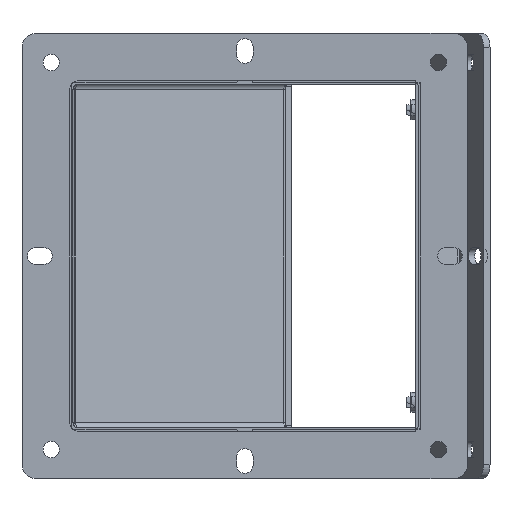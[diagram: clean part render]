
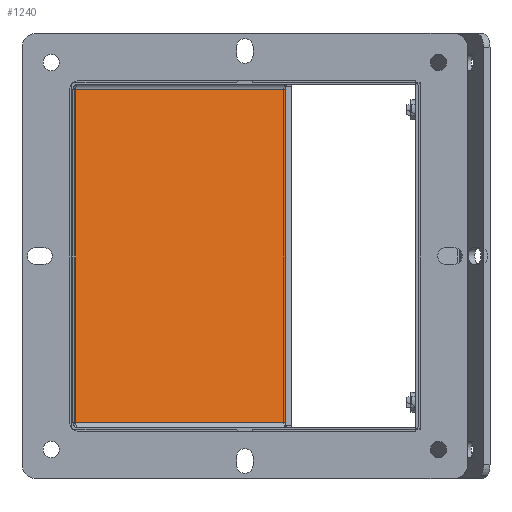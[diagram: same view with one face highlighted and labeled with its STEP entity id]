
A CAD part, front view. The second image highlights one B-rep face of the part: STEP entity #1240.
In plain terms, the highlighted planar face has unit normal (0.502, -0.865, 0).
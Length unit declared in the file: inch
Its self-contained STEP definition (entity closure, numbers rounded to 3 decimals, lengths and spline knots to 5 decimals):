
#973 = LINE ( 'NONE', #4748, #14207 ) ;
#1086 = CARTESIAN_POINT ( 'NONE',  ( 3.69605, 42.93784, 0.15591 ) ) ;
#1240 = ADVANCED_FACE ( 'NONE', ( #6869 ), #24838, .T. ) ;
#2612 = DIRECTION ( 'NONE',  ( 0.865, 0.502, 0. ) ) ;
#3198 = ORIENTED_EDGE ( 'NONE', *, *, #23922, .F. ) ;
#3389 = EDGE_LOOP ( 'NONE', ( #15795, #7608, #10500, #3198 ) ) ;
#4537 = LINE ( 'NONE', #10899, #15411 ) ;
#4748 = CARTESIAN_POINT ( 'NONE',  ( 3.69605, 42.93784, 5.84409 ) ) ;
#5013 = CARTESIAN_POINT ( 'NONE',  ( 0.1077, 40.85629, 0.15591 ) ) ;
#5052 = DIRECTION ( 'NONE',  ( 0.502, -0.865, 0. ) ) ;
#6751 = CARTESIAN_POINT ( 'NONE',  ( 3.69605, 42.93784, 6. ) ) ;
#6869 = FACE_OUTER_BOUND ( 'NONE', #3389, .T. ) ;
#6986 = EDGE_CURVE ( 'NONE', #11052, #16307, #973, .T. ) ;
#7039 = DIRECTION ( 'NONE',  ( -0.865, -0.502, 0. ) ) ;
#7608 = ORIENTED_EDGE ( 'NONE', *, *, #6986, .F. ) ;
#9248 = CARTESIAN_POINT ( 'NONE',  ( 3.69605, 42.93784, 5.84409 ) ) ;
#10500 = ORIENTED_EDGE ( 'NONE', *, *, #13130, .F. ) ;
#10899 = CARTESIAN_POINT ( 'NONE',  ( 0.1077, 40.85629, 6. ) ) ;
#10981 = VECTOR ( 'NONE', #7039, 39.37008 ) ;
#11047 = CARTESIAN_POINT ( 'NONE',  ( 3.69605, 42.93784, 6. ) ) ;
#11052 = VERTEX_POINT ( 'NONE', #11817 ) ;
#11430 = VERTEX_POINT ( 'NONE', #1086 ) ;
#11817 = CARTESIAN_POINT ( 'NONE',  ( 0.1077, 40.85629, 5.84409 ) ) ;
#12459 = DIRECTION ( 'NONE',  ( 0., 0., 1. ) ) ;
#12698 = DIRECTION ( 'NONE',  ( 0.865, 0.502, 0. ) ) ;
#13130 = EDGE_CURVE ( 'NONE', #20422, #11052, #4537, .T. ) ;
#13661 = AXIS2_PLACEMENT_3D ( 'NONE', #11047, #5052, #2612 ) ;
#14207 = VECTOR ( 'NONE', #12698, 39.37008 ) ;
#15047 = LINE ( 'NONE', #15300, #10981 ) ;
#15300 = CARTESIAN_POINT ( 'NONE',  ( 3.69605, 42.93784, 0.15591 ) ) ;
#15411 = VECTOR ( 'NONE', #12459, 39.37008 ) ;
#15795 = ORIENTED_EDGE ( 'NONE', *, *, #20959, .F. ) ;
#16307 = VERTEX_POINT ( 'NONE', #9248 ) ;
#16434 = VECTOR ( 'NONE', #24566, 39.37008 ) ;
#20422 = VERTEX_POINT ( 'NONE', #5013 ) ;
#20959 = EDGE_CURVE ( 'NONE', #16307, #11430, #24449, .T. ) ;
#23922 = EDGE_CURVE ( 'NONE', #11430, #20422, #15047, .T. ) ;
#24449 = LINE ( 'NONE', #6751, #16434 ) ;
#24566 = DIRECTION ( 'NONE',  ( 0., 0., -1. ) ) ;
#24838 = PLANE ( 'NONE',  #13661 ) ;
